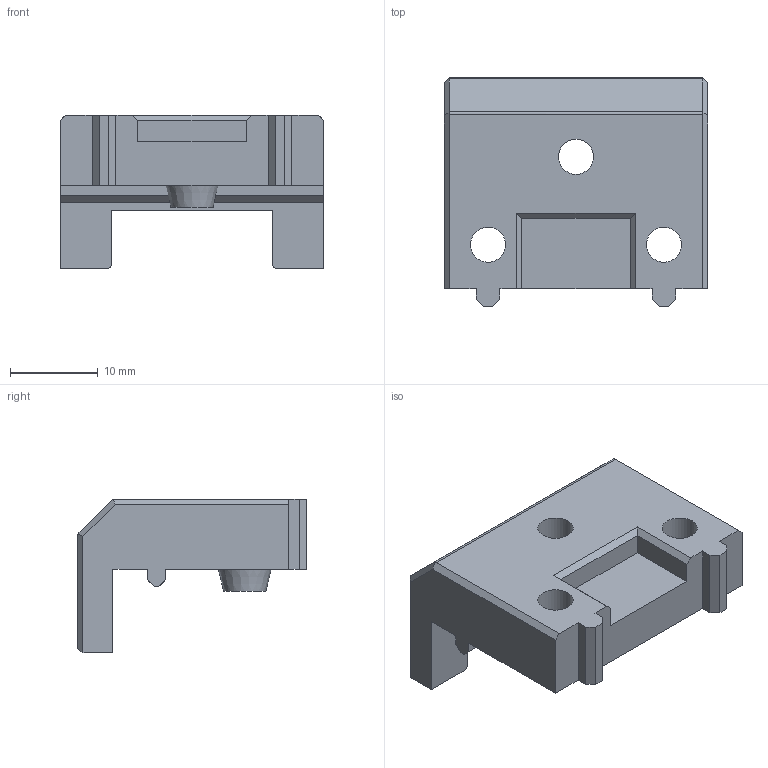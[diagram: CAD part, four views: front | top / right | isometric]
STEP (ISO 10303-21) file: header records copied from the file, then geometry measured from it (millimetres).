
FILE_DESCRIPTION(/* description */ (''),/* implementation_level */ '2;1');
FILE_NAME(/* name */ 'Z-BLOCK_HOLDER_V01.step',/* time_stamp */ '2023-01-15T00:23:01+01:00',/* author */ (''),/* organization */ (''),/* preprocessor_version */ 'ST-DEVELOPER v19.2',/* originating_system */ 'Autodesk Translation Framework v11.17.0.187',/* authorisation */ '');
FILE_SCHEMA (('AUTOMOTIVE_DESIGN { 1 0 10303 214 3 1 1 }'));
Length unit declared in the file: millimetre
Products named in the file (1): Z-BLOCK_HOLDER_V01_PR
Bounding box: 30 x 26 x 17.5 mm (x, y, z)
Volume: 5772.8 mm3; surface area: 3093.3 mm2
Topology: 1 solids, 1 shells, 64 faces, 180 edges, 116 vertices
Faces by surface type: plane 54, cylinder 7, cone 3
Full cylindrical faces by diameter (mm): 4 x3
Entity records: 2078 total; most frequent: CARTESIAN_POINT 359, ORIENTED_EDGE 356, DIRECTION 336, EDGE_CURVE 178, LINE 150, VECTOR 150, VERTEX_POINT 116, AXIS2_PLACEMENT_3D 93
